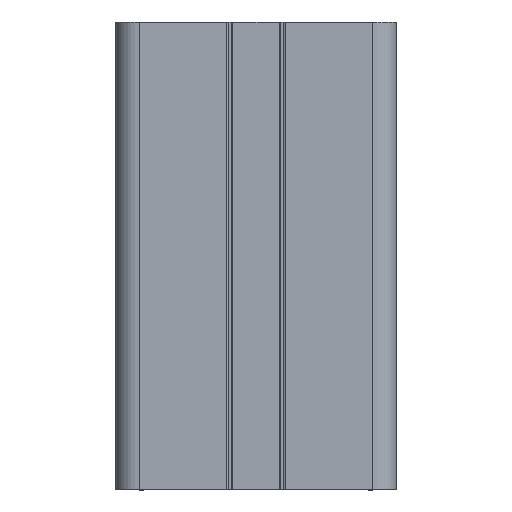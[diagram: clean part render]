
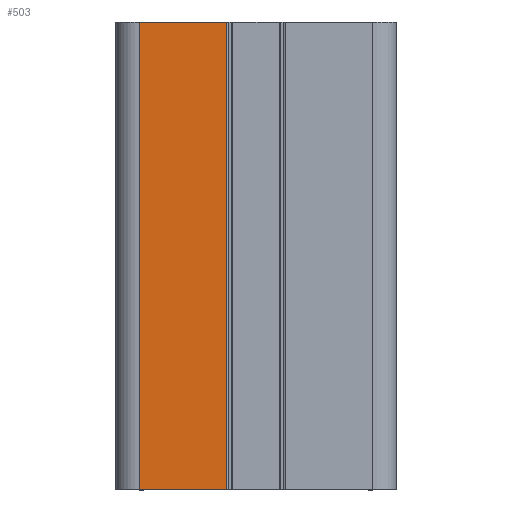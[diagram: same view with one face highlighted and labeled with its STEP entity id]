
A CAD part, top view. The second image highlights one B-rep face of the part: STEP entity #503.
In plain terms, the highlighted planar face has unit normal (0, 0, 1).
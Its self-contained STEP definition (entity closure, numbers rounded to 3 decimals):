
#503 = ADVANCED_FACE( '', ( #1021 ), #1022, .T. );
#1021 = FACE_OUTER_BOUND( '', #1540, .T. );
#1022 = PLANE( '', #1541 );
#1540 = EDGE_LOOP( '', ( #3142, #3143, #3144, #3145 ) );
#1541 = AXIS2_PLACEMENT_3D( '', #3146, #3147, #3148 );
#3142 = ORIENTED_EDGE( '', *, *, #3845, .F. );
#3143 = ORIENTED_EDGE( '', *, *, #3397, .F. );
#3144 = ORIENTED_EDGE( '', *, *, #3802, .T. );
#3145 = ORIENTED_EDGE( '', *, *, #3829, .T. );
#3146 = CARTESIAN_POINT( '', ( -6.3, 100., 44.999 ) );
#3147 = DIRECTION( '', ( 0., 0., 1. ) );
#3148 = DIRECTION( '', ( 1., 0., 0. ) );
#3397 = EDGE_CURVE( '', #4184, #4182, #4186, .T. );
#3802 = EDGE_CURVE( '', #4184, #4781, #4783, .T. );
#3829 = EDGE_CURVE( '', #4781, #4813, #4815, .T. );
#3845 = EDGE_CURVE( '', #4182, #4813, #4834, .T. );
#4182 = VERTEX_POINT( '', #5276 );
#4184 = VERTEX_POINT( '', #5278 );
#4186 = LINE( '', #5280, #5281 );
#4781 = VERTEX_POINT( '', #6109 );
#4783 = LINE( '', #6111, #6112 );
#4813 = VERTEX_POINT( '', #6151 );
#4815 = LINE( '', #6153, #6154 );
#4834 = LINE( '', #6182, #6183 );
#5276 = CARTESIAN_POINT( '', ( -6.3, 0., 44.999 ) );
#5278 = CARTESIAN_POINT( '', ( -6.3, 100., 44.999 ) );
#5280 = CARTESIAN_POINT( '', ( -6.3, 100., 44.999 ) );
#5281 = VECTOR( '', #6437, 1000. );
#6109 = CARTESIAN_POINT( '', ( -25., 100., 44.999 ) );
#6111 = CARTESIAN_POINT( '', ( -6.3, 100., 44.999 ) );
#6112 = VECTOR( '', #6902, 1000. );
#6151 = CARTESIAN_POINT( '', ( -25., 0., 44.999 ) );
#6153 = CARTESIAN_POINT( '', ( -25., 100., 44.999 ) );
#6154 = VECTOR( '', #6933, 1000. );
#6182 = CARTESIAN_POINT( '', ( -6.3, 0., 44.999 ) );
#6183 = VECTOR( '', #6949, 1000. );
#6437 = DIRECTION( '', ( 0., -1., 0. ) );
#6902 = DIRECTION( '', ( -1., 0., 0. ) );
#6933 = DIRECTION( '', ( 0., -1., 0. ) );
#6949 = DIRECTION( '', ( -1., 0., 0. ) );
